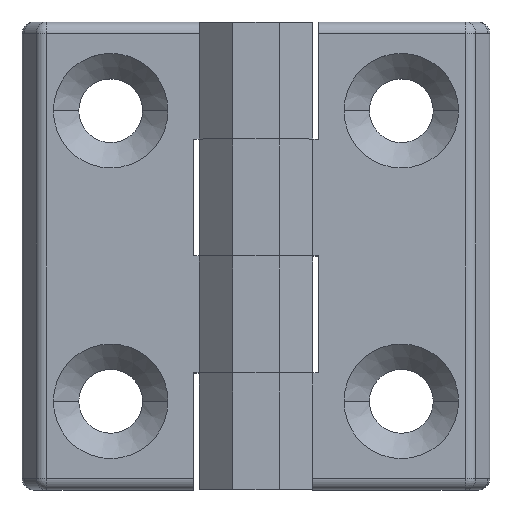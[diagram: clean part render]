
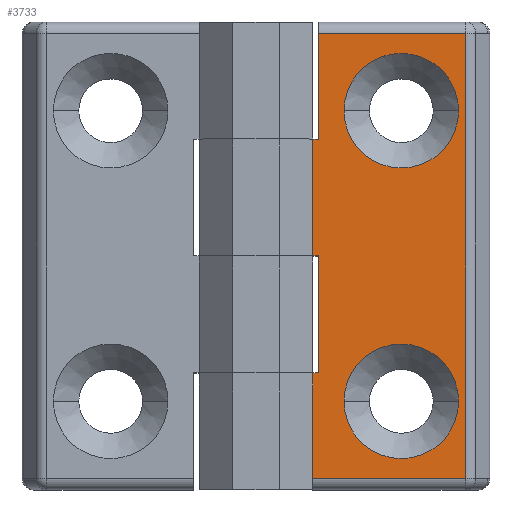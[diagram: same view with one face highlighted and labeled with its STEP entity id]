
A CAD part, top view. The second image highlights one B-rep face of the part: STEP entity #3733.
In plain terms, the highlighted planar face has unit normal (0, 0, 1).
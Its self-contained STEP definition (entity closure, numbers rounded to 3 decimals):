
#115 = EDGE_CURVE ( 'NONE', #1029, #2210, #4461, .T. ) ;
#136 = LINE ( 'NONE', #4373, #4580 ) ;
#159 = LINE ( 'NONE', #3904, #2250 ) ;
#209 = EDGE_CURVE ( 'NONE', #2341, #1973, #4082, .T. ) ;
#247 = VERTEX_POINT ( 'NONE', #1789 ) ;
#248 = CARTESIAN_POINT ( 'NONE',  ( 0., 12.3, 2.6 ) ) ;
#464 = DIRECTION ( 'NONE',  ( 1., 0., 0. ) ) ;
#518 = DIRECTION ( 'NONE',  ( 1., 0., 0. ) ) ;
#530 = CARTESIAN_POINT ( 'NONE',  ( -7., 18.8, 2.6 ) ) ;
#602 = CARTESIAN_POINT ( 'NONE',  ( 4.85, 12.3, 2.6 ) ) ;
#621 = VERTEX_POINT ( 'NONE', #5340 ) ;
#628 = ORIENTED_EDGE ( 'NONE', *, *, #2416, .T. ) ;
#630 = CARTESIAN_POINT ( 'NONE',  ( -7., 0., 2.6 ) ) ;
#642 = CARTESIAN_POINT ( 'NONE',  ( -4.85, -12.3, 2.6 ) ) ;
#666 = CARTESIAN_POINT ( 'NONE',  ( 0., 9.9, 2.6 ) ) ;
#734 = DIRECTION ( 'NONE',  ( 1., 0., 0. ) ) ;
#754 = CARTESIAN_POINT ( 'NONE',  ( -7., -9.9, 2.6 ) ) ;
#808 = VERTEX_POINT ( 'NONE', #5269 ) ;
#820 = CARTESIAN_POINT ( 'NONE',  ( -7.5, 9.9, 2.6 ) ) ;
#846 = VECTOR ( 'NONE', #2679, 1000. ) ;
#901 = EDGE_CURVE ( 'NONE', #1282, #3568, #1249, .T. ) ;
#904 = LINE ( 'NONE', #2111, #3014 ) ;
#943 = DIRECTION ( 'NONE',  ( 0., -1., 0. ) ) ;
#987 = AXIS2_PLACEMENT_3D ( 'NONE', #5183, #1107, #2369 ) ;
#1029 = VERTEX_POINT ( 'NONE', #4086 ) ;
#1107 = DIRECTION ( 'NONE',  ( 0., 0., 1. ) ) ;
#1249 = LINE ( 'NONE', #2929, #4473 ) ;
#1273 = ORIENTED_EDGE ( 'NONE', *, *, #4397, .T. ) ;
#1282 = VERTEX_POINT ( 'NONE', #820 ) ;
#1286 = EDGE_LOOP ( 'NONE', ( #5126, #2177, #1273, #1361, #3322, #1329, #4267, #4166, #2455, #628 ) ) ;
#1322 = VECTOR ( 'NONE', #4480, 1000. ) ;
#1329 = ORIENTED_EDGE ( 'NONE', *, *, #4668, .T. ) ;
#1361 = ORIENTED_EDGE ( 'NONE', *, *, #2382, .F. ) ;
#1363 = VECTOR ( 'NONE', #2740, 1000. ) ;
#1382 = CIRCLE ( 'NONE', #3590, 4.85 ) ;
#1391 = EDGE_CURVE ( 'NONE', #4066, #1680, #1983, .T. ) ;
#1394 = VECTOR ( 'NONE', #1415, 1000. ) ;
#1415 = DIRECTION ( 'NONE',  ( 0., -1., 0. ) ) ;
#1416 = VERTEX_POINT ( 'NONE', #754 ) ;
#1423 = DIRECTION ( 'NONE',  ( -1., 0., 0. ) ) ;
#1464 = VECTOR ( 'NONE', #734, 1000. ) ;
#1575 = EDGE_CURVE ( 'NONE', #1973, #2341, #4651, .T. ) ;
#1645 = EDGE_CURVE ( 'NONE', #808, #1416, #904, .T. ) ;
#1680 = VERTEX_POINT ( 'NONE', #2473 ) ;
#1789 = CARTESIAN_POINT ( 'NONE',  ( -7.5, -18.8, 2.6 ) ) ;
#1846 = CARTESIAN_POINT ( 'NONE',  ( -7.5, 0., 2.6 ) ) ;
#1942 = VERTEX_POINT ( 'NONE', #4971 ) ;
#1973 = VERTEX_POINT ( 'NONE', #5120 ) ;
#1974 = CARTESIAN_POINT ( 'NONE',  ( 5.471, -18.8, 2.6 ) ) ;
#1983 = LINE ( 'NONE', #2937, #846 ) ;
#2032 = EDGE_LOOP ( 'NONE', ( #3109, #4526 ) ) ;
#2111 = CARTESIAN_POINT ( 'NONE',  ( 0., -9.9, 2.6 ) ) ;
#2158 = EDGE_CURVE ( 'NONE', #808, #247, #4743, .T. ) ;
#2177 = ORIENTED_EDGE ( 'NONE', *, *, #4897, .T. ) ;
#2210 = VERTEX_POINT ( 'NONE', #602 ) ;
#2250 = VECTOR ( 'NONE', #943, 1000. ) ;
#2341 = VERTEX_POINT ( 'NONE', #642 ) ;
#2369 = DIRECTION ( 'NONE',  ( 1., 0., 0. ) ) ;
#2382 = EDGE_CURVE ( 'NONE', #1282, #1942, #2576, .T. ) ;
#2416 = EDGE_CURVE ( 'NONE', #247, #4066, #2448, .T. ) ;
#2448 = LINE ( 'NONE', #3980, #1322 ) ;
#2455 = ORIENTED_EDGE ( 'NONE', *, *, #2158, .T. ) ;
#2473 = CARTESIAN_POINT ( 'NONE',  ( 5.471, 18.8, 2.6 ) ) ;
#2489 = LINE ( 'NONE', #630, #1363 ) ;
#2576 = LINE ( 'NONE', #666, #1464 ) ;
#2679 = DIRECTION ( 'NONE',  ( 0., 1., 0. ) ) ;
#2688 = AXIS2_PLACEMENT_3D ( 'NONE', #3730, #5242, #518 ) ;
#2711 = ORIENTED_EDGE ( 'NONE', *, *, #1575, .T. ) ;
#2712 = DIRECTION ( 'NONE',  ( 0., 0., 1. ) ) ;
#2740 = DIRECTION ( 'NONE',  ( 0., -1., 0. ) ) ;
#2886 = EDGE_LOOP ( 'NONE', ( #2711, #3450 ) ) ;
#2929 = CARTESIAN_POINT ( 'NONE',  ( -7.5, 19.8, 2.6 ) ) ;
#2937 = CARTESIAN_POINT ( 'NONE',  ( 5.471, 0., 2.6 ) ) ;
#2998 = AXIS2_PLACEMENT_3D ( 'NONE', #3620, #4856, #4696 ) ;
#3014 = VECTOR ( 'NONE', #3835, 1000. ) ;
#3038 = EDGE_CURVE ( 'NONE', #2210, #1029, #1382, .T. ) ;
#3109 = ORIENTED_EDGE ( 'NONE', *, *, #3038, .F. ) ;
#3130 = DIRECTION ( 'NONE',  ( 1., 0., 0. ) ) ;
#3190 = DIRECTION ( 'NONE',  ( 0., -1., 0. ) ) ;
#3276 = VECTOR ( 'NONE', #464, 1000. ) ;
#3322 = ORIENTED_EDGE ( 'NONE', *, *, #901, .T. ) ;
#3402 = LINE ( 'NONE', #3832, #3276 ) ;
#3450 = ORIENTED_EDGE ( 'NONE', *, *, #209, .T. ) ;
#3510 = EDGE_CURVE ( 'NONE', #621, #1416, #159, .T. ) ;
#3550 = FACE_BOUND ( 'NONE', #2886, .T. ) ;
#3568 = VERTEX_POINT ( 'NONE', #1846 ) ;
#3590 = AXIS2_PLACEMENT_3D ( 'NONE', #248, #2712, #4387 ) ;
#3620 = CARTESIAN_POINT ( 'NONE',  ( 0., 0., 2.6 ) ) ;
#3686 = FACE_OUTER_BOUND ( 'NONE', #1286, .T. ) ;
#3730 = CARTESIAN_POINT ( 'NONE',  ( 0., -12.3, 2.6 ) ) ;
#3733 = ADVANCED_FACE ( 'NONE', ( #4662, #3686, #3550 ), #4002, .T. ) ;
#3832 = CARTESIAN_POINT ( 'NONE',  ( 0., 0., 2.6 ) ) ;
#3835 = DIRECTION ( 'NONE',  ( 1., 0., 0. ) ) ;
#3904 = CARTESIAN_POINT ( 'NONE',  ( -7., 0., 2.6 ) ) ;
#3951 = DIRECTION ( 'NONE',  ( 0., 0., -1. ) ) ;
#3980 = CARTESIAN_POINT ( 'NONE',  ( 6., -18.8, 2.6 ) ) ;
#4002 = PLANE ( 'NONE',  #2998 ) ;
#4066 = VERTEX_POINT ( 'NONE', #1974 ) ;
#4082 = CIRCLE ( 'NONE', #2688, 4.85 ) ;
#4086 = CARTESIAN_POINT ( 'NONE',  ( -4.85, 12.3, 2.6 ) ) ;
#4166 = ORIENTED_EDGE ( 'NONE', *, *, #1645, .F. ) ;
#4267 = ORIENTED_EDGE ( 'NONE', *, *, #3510, .T. ) ;
#4373 = CARTESIAN_POINT ( 'NONE',  ( -7., 18.8, 2.6 ) ) ;
#4387 = DIRECTION ( 'NONE',  ( 1., 0., 0. ) ) ;
#4397 = EDGE_CURVE ( 'NONE', #5387, #1942, #2489, .T. ) ;
#4461 = CIRCLE ( 'NONE', #987, 4.85 ) ;
#4473 = VECTOR ( 'NONE', #3190, 1000. ) ;
#4480 = DIRECTION ( 'NONE',  ( 1., 0., 0. ) ) ;
#4526 = ORIENTED_EDGE ( 'NONE', *, *, #115, .F. ) ;
#4535 = CARTESIAN_POINT ( 'NONE',  ( 0., -12.3, 2.6 ) ) ;
#4580 = VECTOR ( 'NONE', #1423, 1000. ) ;
#4651 = CIRCLE ( 'NONE', #4690, 4.85 ) ;
#4662 = FACE_BOUND ( 'NONE', #2032, .T. ) ;
#4668 = EDGE_CURVE ( 'NONE', #3568, #621, #3402, .T. ) ;
#4690 = AXIS2_PLACEMENT_3D ( 'NONE', #4535, #3951, #3130 ) ;
#4696 = DIRECTION ( 'NONE',  ( 1., 0., 0. ) ) ;
#4743 = LINE ( 'NONE', #5361, #1394 ) ;
#4856 = DIRECTION ( 'NONE',  ( 0., 0., 1. ) ) ;
#4897 = EDGE_CURVE ( 'NONE', #1680, #5387, #136, .T. ) ;
#4971 = CARTESIAN_POINT ( 'NONE',  ( -7., 9.9, 2.6 ) ) ;
#5120 = CARTESIAN_POINT ( 'NONE',  ( 4.85, -12.3, 2.6 ) ) ;
#5126 = ORIENTED_EDGE ( 'NONE', *, *, #1391, .T. ) ;
#5183 = CARTESIAN_POINT ( 'NONE',  ( 0., 12.3, 2.6 ) ) ;
#5242 = DIRECTION ( 'NONE',  ( 0., 0., -1. ) ) ;
#5269 = CARTESIAN_POINT ( 'NONE',  ( -7.5, -9.9, 2.6 ) ) ;
#5340 = CARTESIAN_POINT ( 'NONE',  ( -7., 0., 2.6 ) ) ;
#5361 = CARTESIAN_POINT ( 'NONE',  ( -7.5, 19.8, 2.6 ) ) ;
#5387 = VERTEX_POINT ( 'NONE', #530 ) ;
